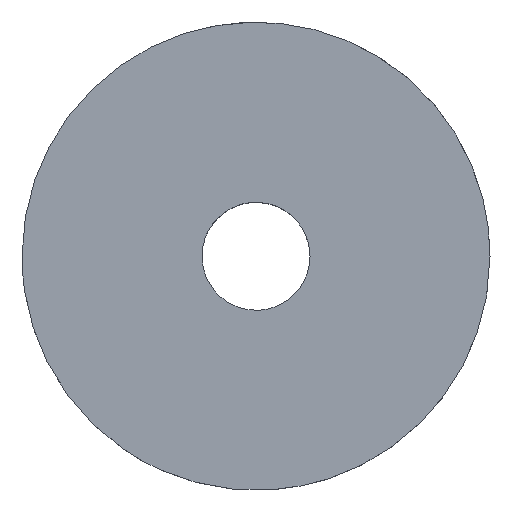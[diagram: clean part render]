
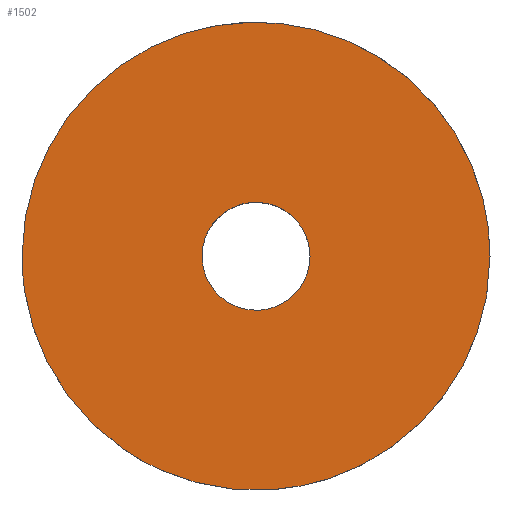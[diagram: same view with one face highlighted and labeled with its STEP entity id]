
A CAD part, top view. The second image highlights one B-rep face of the part: STEP entity #1502.
In plain terms, the highlighted free-form (B-spline) face has degree [1, 1] with [2, 2] control points.
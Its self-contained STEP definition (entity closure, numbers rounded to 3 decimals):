
#929=CARTESIAN_POINT('',(0.092,-1.497,5.0));
#930=VERTEX_POINT('',#929);
#936=CARTESIAN_POINT('',(1.5,0.0,5.0));
#937=VERTEX_POINT('',#936);
#938=CARTESIAN_POINT('',(1.5,0.0,5.0));
#939=CARTESIAN_POINT('',(1.5,-1.411,5.0));
#940=CARTESIAN_POINT('',(0.092,-1.497,5.));
#948=(BOUNDED_CURVE()B_SPLINE_CURVE(2,(#938,#939,#940),.UNSPECIFIED.,.F.,.U.)B_SPLINE_CURVE_WITH_KNOTS((3,3),(0.5,0.739),.UNSPECIFIED.)CURVE()GEOMETRIC_REPRESENTATION_ITEM()RATIONAL_B_SPLINE_CURVE((1.0,0.72,0.976))REPRESENTATION_ITEM(''));
#949=EDGE_CURVE('',#937,#930,#948,.T.);
#951=CARTESIAN_POINT('',(-0.177,1.49,5.0));
#952=VERTEX_POINT('',#951);
#953=CARTESIAN_POINT('',(-0.177,1.49,5.0));
#954=CARTESIAN_POINT('',(-0.089,1.5,5.));
#955=CARTESIAN_POINT('',(0.0,1.5,5.0));
#956=CARTESIAN_POINT('',(1.5,1.5,5.));
#957=CARTESIAN_POINT('',(1.5,0.0,5.0));
#965=(BOUNDED_CURVE()B_SPLINE_CURVE(2,(#953,#954,#955,#956,#957),.UNSPECIFIED.,.F.,.U.)B_SPLINE_CURVE_WITH_KNOTS((3,2,3),(0.23,0.25,0.5),.UNSPECIFIED.)CURVE()GEOMETRIC_REPRESENTATION_ITEM()RATIONAL_B_SPLINE_CURVE((0.956,0.976,1.0,0.707,1.0))REPRESENTATION_ITEM(''));
#966=EDGE_CURVE('',#952,#937,#965,.T.);
#1010=CARTESIAN_POINT('',(-1.5,0.0,5.0));
#1011=VERTEX_POINT('',#1010);
#1012=CARTESIAN_POINT('',(-1.5,0.0,5.0));
#1013=CARTESIAN_POINT('',(-1.5,1.332,5.0));
#1014=CARTESIAN_POINT('',(-0.177,1.49,5.0));
#1022=(BOUNDED_CURVE()B_SPLINE_CURVE(2,(#1012,#1013,#1014),.UNSPECIFIED.,.F.,.U.)B_SPLINE_CURVE_WITH_KNOTS((3,3),(0.0,0.23),.UNSPECIFIED.)CURVE()GEOMETRIC_REPRESENTATION_ITEM()RATIONAL_B_SPLINE_CURVE((1.0,0.731,0.956))REPRESENTATION_ITEM(''));
#1023=EDGE_CURVE('',#1011,#952,#1022,.T.);
#1025=CARTESIAN_POINT('',(0.092,-1.497,5.));
#1026=CARTESIAN_POINT('',(0.046,-1.5,5.0));
#1027=CARTESIAN_POINT('',(0.0,-1.5,5.0));
#1028=CARTESIAN_POINT('',(-1.5,-1.5,5.));
#1029=CARTESIAN_POINT('',(-1.5,0.0,5.0));
#1037=(BOUNDED_CURVE()B_SPLINE_CURVE(2,(#1025,#1026,#1027,#1028,#1029),.UNSPECIFIED.,.F.,.U.)B_SPLINE_CURVE_WITH_KNOTS((3,2,3),(0.739,0.75,1.0),.UNSPECIFIED.)CURVE()GEOMETRIC_REPRESENTATION_ITEM()RATIONAL_B_SPLINE_CURVE((0.976,0.988,1.0,0.707,1.0))REPRESENTATION_ITEM(''));
#1038=EDGE_CURVE('',#930,#1011,#1037,.T.);
#1102=CARTESIAN_POINT('',(-3.71,-5.337,5.0));
#1103=VERTEX_POINT('',#1102);
#1109=CARTESIAN_POINT('',(-6.5,0.0,5.0));
#1110=VERTEX_POINT('',#1109);
#1111=CARTESIAN_POINT('',(-3.71,-5.337,5.0));
#1112=CARTESIAN_POINT('',(-6.5,-3.397,5.));
#1113=CARTESIAN_POINT('',(-6.5,0.0,5.0));
#1121=(BOUNDED_CURVE()B_SPLINE_CURVE(2,(#1111,#1112,#1113),.UNSPECIFIED.,.F.,.U.)B_SPLINE_CURVE_WITH_KNOTS((3,3),(0.848,1.0),.UNSPECIFIED.)CURVE()GEOMETRIC_REPRESENTATION_ITEM()RATIONAL_B_SPLINE_CURVE((0.86,0.822,1.0))REPRESENTATION_ITEM(''));
#1122=EDGE_CURVE('',#1103,#1110,#1121,.T.);
#1124=CARTESIAN_POINT('',(6.5,0.0,5.0));
#1125=VERTEX_POINT('',#1124);
#1126=CARTESIAN_POINT('',(-6.5,0.0,5.0));
#1127=CARTESIAN_POINT('',(-6.5,6.5,5.));
#1128=CARTESIAN_POINT('',(0.0,6.5,5.0));
#1129=CARTESIAN_POINT('',(6.5,6.5,5.));
#1130=CARTESIAN_POINT('',(6.5,0.0,5.0));
#1138=(BOUNDED_CURVE()B_SPLINE_CURVE(2,(#1126,#1127,#1128,#1129,#1130),.UNSPECIFIED.,.F.,.U.)B_SPLINE_CURVE_WITH_KNOTS((3,2,3),(0.0,0.25,0.5),.UNSPECIFIED.)CURVE()GEOMETRIC_REPRESENTATION_ITEM()RATIONAL_B_SPLINE_CURVE((1.0,0.707,1.0,0.707,1.0))REPRESENTATION_ITEM(''));
#1139=EDGE_CURVE('',#1110,#1125,#1138,.T.);
#1141=CARTESIAN_POINT('',(0.51,-6.48,5.));
#1142=VERTEX_POINT('',#1141);
#1143=CARTESIAN_POINT('',(6.5,0.0,5.0));
#1144=CARTESIAN_POINT('',(6.5,-6.009,5.0));
#1145=CARTESIAN_POINT('',(0.51,-6.48,5.));
#1153=(BOUNDED_CURVE()B_SPLINE_CURVE(2,(#1143,#1144,#1145),.UNSPECIFIED.,.F.,.U.)B_SPLINE_CURVE_WITH_KNOTS((3,3),(0.5,0.736),.UNSPECIFIED.)CURVE()GEOMETRIC_REPRESENTATION_ITEM()RATIONAL_B_SPLINE_CURVE((1.0,0.723,0.97))REPRESENTATION_ITEM(''));
#1154=EDGE_CURVE('',#1125,#1142,#1153,.T.);
#1256=CARTESIAN_POINT('',(0.51,-6.48,5.));
#1257=CARTESIAN_POINT('',(0.255,-6.5,5.));
#1258=CARTESIAN_POINT('',(0.0,-6.5,5.0));
#1259=CARTESIAN_POINT('',(-2.038,-6.5,5.0));
#1260=CARTESIAN_POINT('',(-3.71,-5.337,5.0));
#1268=(BOUNDED_CURVE()B_SPLINE_CURVE(2,(#1256,#1257,#1258,#1259,#1260),.UNSPECIFIED.,.F.,.U.)B_SPLINE_CURVE_WITH_KNOTS((3,2,3),(0.736,0.75,0.848),.UNSPECIFIED.)CURVE()GEOMETRIC_REPRESENTATION_ITEM()RATIONAL_B_SPLINE_CURVE((0.97,0.984,1.0,0.885,0.86))REPRESENTATION_ITEM(''));
#1269=EDGE_CURVE('',#1142,#1103,#1268,.T.);
#1485=CARTESIAN_POINT('',(-7.149,-7.149,5.0));
#1486=CARTESIAN_POINT('',(7.149,-7.149,5.0));
#1487=CARTESIAN_POINT('',(-7.149,7.149,5.0));
#1488=CARTESIAN_POINT('',(7.149,7.149,5.0));
#1489=B_SPLINE_SURFACE_WITH_KNOTS('',1,1,((#1485,#1487),(#1486,#1488)),.UNSPECIFIED.,.F.,.F.,.U.,(2,2),(2,2),(0.0,14.299),(0.0,14.298),.UNSPECIFIED.);
#1490=ORIENTED_EDGE('',*,*,#1154,.F.);
#1491=ORIENTED_EDGE('',*,*,#1139,.F.);
#1492=ORIENTED_EDGE('',*,*,#1122,.F.);
#1493=ORIENTED_EDGE('',*,*,#1269,.F.);
#1494=EDGE_LOOP('',(#1490,#1491,#1492,#1493));
#1495=FACE_OUTER_BOUND('',#1494,.T.);
#1496=ORIENTED_EDGE('',*,*,#949,.T.);
#1497=ORIENTED_EDGE('',*,*,#1038,.T.);
#1498=ORIENTED_EDGE('',*,*,#1023,.T.);
#1499=ORIENTED_EDGE('',*,*,#966,.T.);
#1500=EDGE_LOOP('',(#1496,#1497,#1498,#1499));
#1501=FACE_BOUND('',#1500,.T.);
#1502=ADVANCED_FACE('',(#1495,#1501),#1489,.T.);
